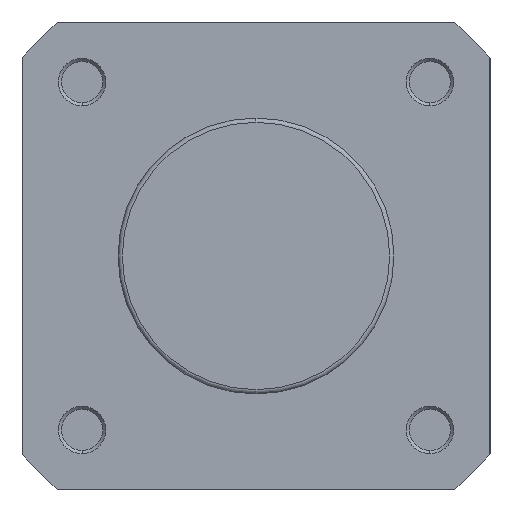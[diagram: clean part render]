
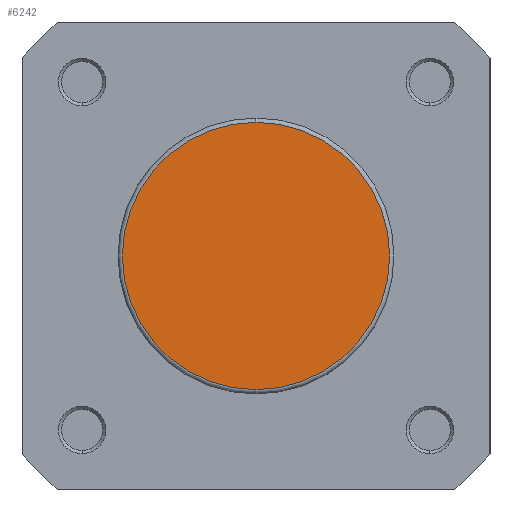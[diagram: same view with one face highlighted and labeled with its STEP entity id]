
A CAD part, left-side view. The second image highlights one B-rep face of the part: STEP entity #6242.
In plain terms, the highlighted planar face has unit normal (-1, 0, 0).
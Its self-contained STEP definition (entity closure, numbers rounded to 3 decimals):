
#168 = EDGE_LOOP ( 'NONE', ( #261, #268 ) ) ;
#261 = ORIENTED_EDGE ( 'NONE', *, *, #916, .T. ) ;
#268 = ORIENTED_EDGE ( 'NONE', *, *, #860, .T. ) ;
#860 = EDGE_CURVE ( 'NONE', #1675, #1695, #4315, .T. ) ;
#916 = EDGE_CURVE ( 'NONE', #1695, #1675, #4393, .T. ) ;
#1139 = AXIS2_PLACEMENT_3D ( 'NONE', #5178, #5179, #5180 ) ;
#1165 = AXIS2_PLACEMENT_3D ( 'NONE', #5306, #5313, #5314 ) ;
#1402 = AXIS2_PLACEMENT_3D ( 'NONE', #3056, #3059, #3060 ) ;
#1675 = VERTEX_POINT ( 'NONE', #5842 ) ;
#1695 = VERTEX_POINT ( 'NONE', #5862 ) ;
#3056 = CARTESIAN_POINT ( 'NONE',  ( 0., 22.4, 0. ) ) ;
#3057 = PLANE ( 'NONE',  #1402 ) ;
#3059 = DIRECTION ( 'NONE',  ( 1., 0., 0. ) ) ;
#3060 = DIRECTION ( 'NONE',  ( 0., 0., -1. ) ) ;
#3564 = FACE_OUTER_BOUND ( 'NONE', #168, .T. ) ;
#4315 = CIRCLE ( 'NONE', #1139, 21.7 ) ;
#4393 = CIRCLE ( 'NONE', #1165, 21.7 ) ;
#5178 = CARTESIAN_POINT ( 'NONE',  ( 0., 0., 0. ) ) ;
#5179 = DIRECTION ( 'NONE',  ( -1., 0., 0. ) ) ;
#5180 = DIRECTION ( 'NONE',  ( 0., 0., -1. ) ) ;
#5306 = CARTESIAN_POINT ( 'NONE',  ( 0., 0., 0. ) ) ;
#5313 = DIRECTION ( 'NONE',  ( -1., 0., 0. ) ) ;
#5314 = DIRECTION ( 'NONE',  ( 0., 0., -1. ) ) ;
#5842 = CARTESIAN_POINT ( 'NONE',  ( 0., 0., 21.7 ) ) ;
#5862 = CARTESIAN_POINT ( 'NONE',  ( 0., 0., -21.7 ) ) ;
#6242 = ADVANCED_FACE ( 'NONE', ( #3564 ), #3057, .F. ) ;
